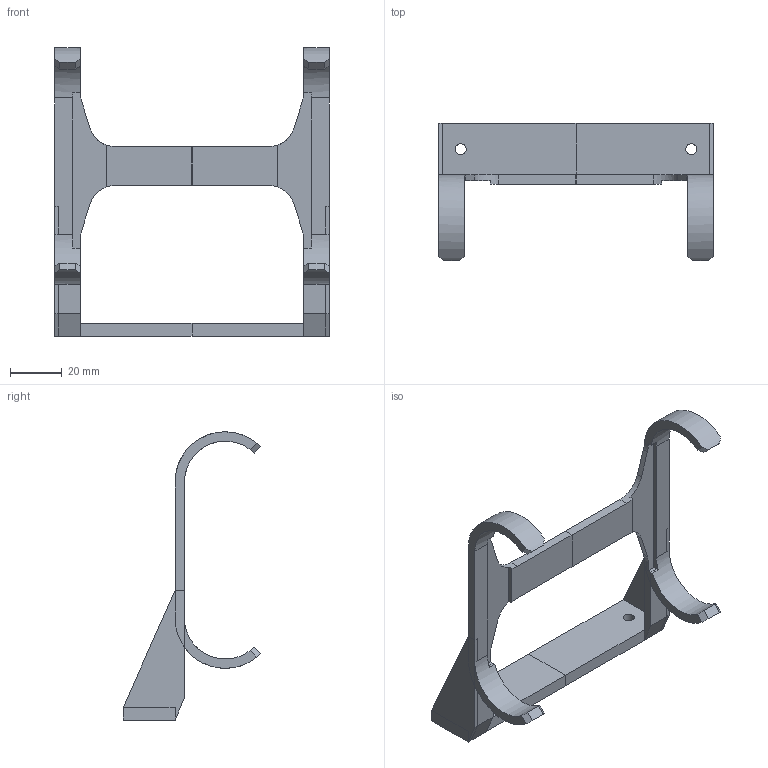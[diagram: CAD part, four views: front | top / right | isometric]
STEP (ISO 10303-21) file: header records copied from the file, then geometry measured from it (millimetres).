
FILE_DESCRIPTION(('FreeCAD Model'),'2;1');
FILE_NAME('Open CASCADE Shape Model','2023-09-21T09:56:20',('Author'),( ''),'Open CASCADE STEP processor 7.6','FreeCAD','Unknown');
FILE_SCHEMA(('AUTOMOTIVE_DESIGN { 1 0 10303 214 1 1 1 1 }'));
Length unit declared in the file: millimetre
Products named in the file (3): Part; Connect; Body002 (Mirror #1)
Assembly tree (2 placements, depth 2):
  Part
    Connect
    Body002 (Mirror #1)
Bounding box: 106 x 53.03 x 111.2 mm (x, y, z)
Volume: 27751.3 mm3; surface area: 20001.9 mm2
Topology: 2 solids, 2 shells, 110 faces, 294 edges, 188 vertices
Faces by surface type: plane 90, cylinder 20
Full cylindrical faces by diameter (mm): 4.25 x2
Entity records: 3498 total; most frequent: CARTESIAN_POINT 631, ORIENTED_EDGE 588, DIRECTION 586, EDGE_CURVE 294, LINE 220, VECTOR 220, VERTEX_POINT 188, AXIS2_PLACEMENT_3D 183
